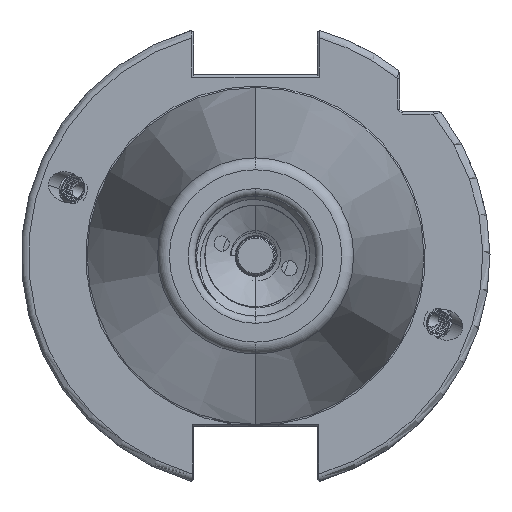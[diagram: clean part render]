
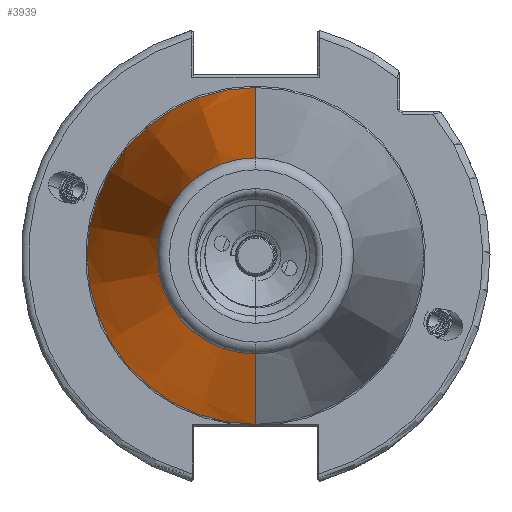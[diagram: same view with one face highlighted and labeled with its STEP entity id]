
A CAD part, left-side view. The second image highlights one B-rep face of the part: STEP entity #3939.
In plain terms, the highlighted conical face has half-angle 8.297 degrees and reference radius 35.392 mm.
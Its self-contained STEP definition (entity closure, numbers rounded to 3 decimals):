
#3939 = ADVANCED_FACE ( 'NONE', ( #18883 ), #18934, .T. ) ;
#12975 = EDGE_LOOP ( 'NONE', ( #29626, #29658, #29608, #29625, #29647 ) ) ;
#13612 = CARTESIAN_POINT ( 'NONE',  ( -102.811, 0., -20.399 ) ) ;
#13616 = CARTESIAN_POINT ( 'NONE',  ( -2.5, 35.027, 0. ) ) ;
#13622 = CARTESIAN_POINT ( 'NONE',  ( -2.5, 0., 35.027 ) ) ;
#13635 = CARTESIAN_POINT ( 'NONE',  ( -2.5, 0., -35.027 ) ) ;
#13640 = CARTESIAN_POINT ( 'NONE',  ( -102.811, 0., 20.399 ) ) ;
#13936 = DIRECTION ( 'NONE',  ( 1., 0., 0. ) ) ;
#13957 = DIRECTION ( 'NONE',  ( 0., 0., 1. ) ) ;
#13969 = CARTESIAN_POINT ( 'NONE',  ( -102.811, 0., 0. ) ) ;
#16096 = CARTESIAN_POINT ( 'NONE',  ( 0., 0., 0. ) ) ;
#16124 = DIRECTION ( 'NONE',  ( 0., 0., -1. ) ) ;
#16129 = DIRECTION ( 'NONE',  ( 1., 0., 0. ) ) ;
#18883 = FACE_OUTER_BOUND ( 'NONE', #12975, .T. ) ;
#18934 = CONICAL_SURFACE ( 'NONE', #21944, 35.392, 0.145 ) ;
#19215 = CIRCLE ( 'NONE', #22059, 20.399 ) ;
#19219 = LINE ( 'NONE', #20818, #19238 ) ;
#19236 = CIRCLE ( 'NONE', #22098, 35.027 ) ;
#19238 = VECTOR ( 'NONE', #20805, 1000. ) ;
#19240 = CIRCLE ( 'NONE', #22041, 35.027 ) ;
#19251 = VECTOR ( 'NONE', #20725, 1000. ) ;
#19271 = LINE ( 'NONE', #20737, #19251 ) ;
#20725 = DIRECTION ( 'NONE',  ( 0.99, 0., -0.144 ) ) ;
#20737 = CARTESIAN_POINT ( 'NONE',  ( 0., 0., -35.392 ) ) ;
#20766 = CARTESIAN_POINT ( 'NONE',  ( -2.5, 0., 0. ) ) ;
#20783 = DIRECTION ( 'NONE',  ( 1., 0., 0. ) ) ;
#20784 = DIRECTION ( 'NONE',  ( 0., 1., 0. ) ) ;
#20805 = DIRECTION ( 'NONE',  ( 0.99, 0., 0.144 ) ) ;
#20818 = CARTESIAN_POINT ( 'NONE',  ( 0., 0., 35.392 ) ) ;
#21344 = CARTESIAN_POINT ( 'NONE',  ( -2.5, 0., 0. ) ) ;
#21357 = DIRECTION ( 'NONE',  ( 1., 0., 0. ) ) ;
#21369 = DIRECTION ( 'NONE',  ( 0., 1., 0. ) ) ;
#21944 = AXIS2_PLACEMENT_3D ( 'NONE', #16096, #16129, #16124 ) ;
#22041 = AXIS2_PLACEMENT_3D ( 'NONE', #21344, #21357, #21369 ) ;
#22059 = AXIS2_PLACEMENT_3D ( 'NONE', #13969, #13936, #13957 ) ;
#22098 = AXIS2_PLACEMENT_3D ( 'NONE', #20766, #20783, #20784 ) ;
#26856 = VERTEX_POINT ( 'NONE', #13635 ) ;
#26863 = VERTEX_POINT ( 'NONE', #13622 ) ;
#26887 = VERTEX_POINT ( 'NONE', #13640 ) ;
#26898 = VERTEX_POINT ( 'NONE', #13616 ) ;
#26918 = VERTEX_POINT ( 'NONE', #13612 ) ;
#29608 = ORIENTED_EDGE ( 'NONE', *, *, #32846, .F. ) ;
#29625 = ORIENTED_EDGE ( 'NONE', *, *, #32823, .F. ) ;
#29626 = ORIENTED_EDGE ( 'NONE', *, *, #32814, .T. ) ;
#29647 = ORIENTED_EDGE ( 'NONE', *, *, #32825, .F. ) ;
#29658 = ORIENTED_EDGE ( 'NONE', *, *, #32855, .T. ) ;
#32814 = EDGE_CURVE ( 'NONE', #26918, #26887, #19215, .T. ) ;
#32823 = EDGE_CURVE ( 'NONE', #26856, #26898, #19240, .T. ) ;
#32825 = EDGE_CURVE ( 'NONE', #26918, #26856, #19271, .T. ) ;
#32846 = EDGE_CURVE ( 'NONE', #26898, #26863, #19236, .T. ) ;
#32855 = EDGE_CURVE ( 'NONE', #26887, #26863, #19219, .T. ) ;
